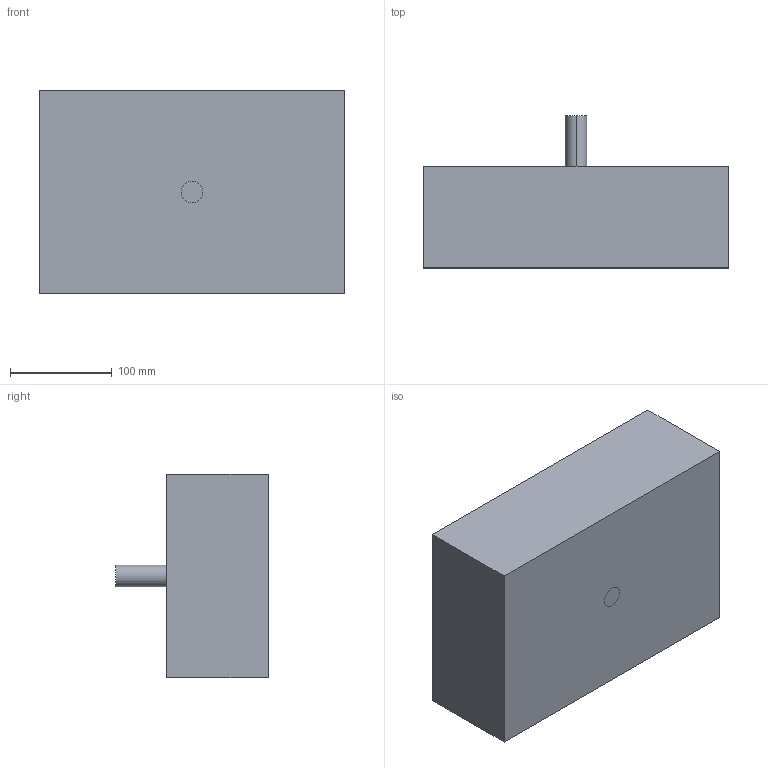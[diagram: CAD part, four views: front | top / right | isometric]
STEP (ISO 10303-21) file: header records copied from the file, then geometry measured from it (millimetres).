
FILE_DESCRIPTION (( 'STEP AP214' ), '1' );
FILE_NAME ('TEST_mit zylinder.STEP', '2014-03-05T07:26:12', ( '' ), ( '' ), 'SwSTEP 2.0', 'SolidWorks 2011', '' );
FILE_SCHEMA (( 'AUTOMOTIVE_DESIGN' ));
Length unit declared in the file: millimetre
Products named in the file (3): TEST3; TEST_mit zylinder; TEST2
Assembly tree (2 placements, depth 2):
  TEST_mit zylinder
    TEST2
    TEST3
Bounding box: 300 x 150 x 200 mm (x, y, z)
Volume: 6017318 mm3; surface area: 236493.4 mm2
Topology: 2 solids, 2 shells, 12 faces, 24 edges, 16 vertices
Faces by surface type: plane 8, cylinder 4
Entity records: 430 total; most frequent: DIRECTION 66, CARTESIAN_POINT 57, ORIENTED_EDGE 48, AXIS2_PLACEMENT_3D 25, EDGE_CURVE 24, VERTEX_POINT 16, LINE 16, VECTOR 16
